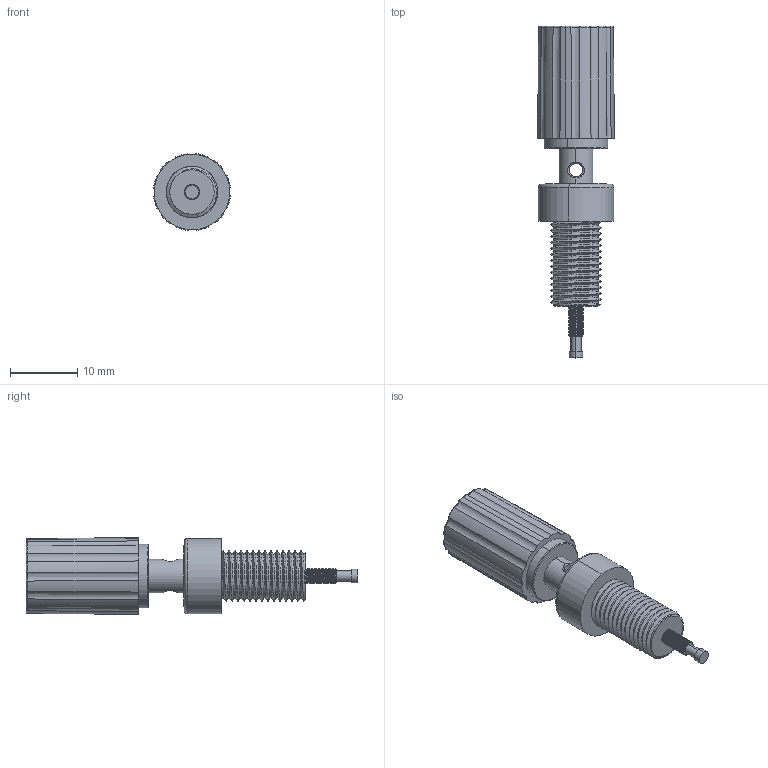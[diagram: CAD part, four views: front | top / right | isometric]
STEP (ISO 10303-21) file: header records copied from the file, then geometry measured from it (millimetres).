
FILE_DESCRIPTION (( 'STEP AP214' ), '1' );
FILE_NAME ('Insulated Binding Post.STEP', '2013-05-12T06:10:51', ( '' ), ( '' ), 'SwSTEP 2.0', 'SolidWorks 2013', '' );
FILE_SCHEMA (( 'AUTOMOTIVE_DESIGN' ));
Length unit declared in the file: millimetre
Products named in the file (4): Binding Post_Bottom-Case Insulation; Binding Post_Top Screw Handel; Binding Post_Insulated Contact; Insulated Binding Post
Assembly tree (3 placements, depth 2):
  Insulated Binding Post
    Binding Post_Insulated Contact
    Binding Post_Top Screw Handel
    Binding Post_Bottom-Case Insulation
Bounding box: 11.45 x 49.48 x 11.45 mm (x, y, z)
Volume: 2635.4 mm3; surface area: 2998.9 mm2
Topology: 3 solids, 3 shells, 188 faces, 488 edges, 310 vertices
Faces by surface type: cylinder 98, torus 33, cone 32, plane 14, bspline 11
Entity records: 11963 total; most frequent: CARTESIAN_POINT 7732, ORIENTED_EDGE 972, DIRECTION 773, EDGE_CURVE 486, AXIS2_PLACEMENT_3D 332, VERTEX_POINT 310, EDGE_LOOP 200, ADVANCED_FACE 188
